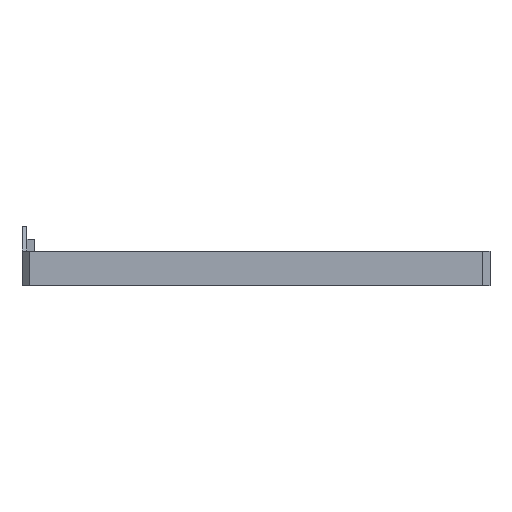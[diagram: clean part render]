
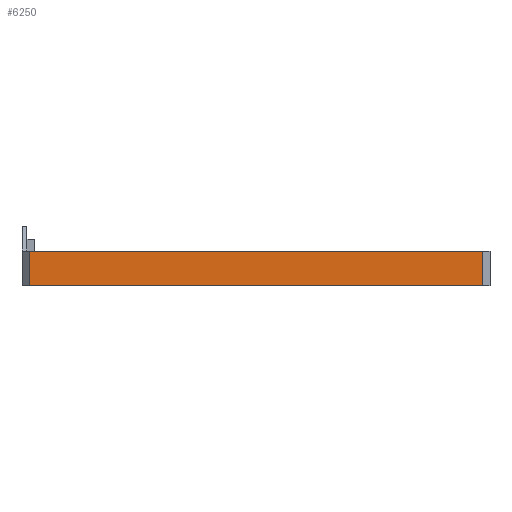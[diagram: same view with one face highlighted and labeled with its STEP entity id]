
A CAD part, left-side view. The second image highlights one B-rep face of the part: STEP entity #6250.
In plain terms, the highlighted planar face has unit normal (-1, 0, 0).
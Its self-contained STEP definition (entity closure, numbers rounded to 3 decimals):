
#322=PLANE('',#6724);
#706=FACE_OUTER_BOUND('',#1065,.T.);
#1065=EDGE_LOOP('',(#5803,#5804,#5805,#5806));
#1718=LINE('',#9942,#2433);
#1809=LINE('',#10189,#2524);
#1810=LINE('',#10192,#2525);
#1811=LINE('',#10193,#2526);
#2433=VECTOR('',#8145,10.);
#2524=VECTOR('',#8370,10.);
#2525=VECTOR('',#8373,10.);
#2526=VECTOR('',#8374,10.);
#3218=VERTEX_POINT('',#9939);
#3219=VERTEX_POINT('',#9941);
#3282=VERTEX_POINT('',#10187);
#3283=VERTEX_POINT('',#10191);
#4051=EDGE_CURVE('',#3218,#3219,#1718,.T.);
#4164=EDGE_CURVE('',#3282,#3218,#1809,.T.);
#4165=EDGE_CURVE('',#3283,#3282,#1810,.T.);
#4166=EDGE_CURVE('',#3219,#3283,#1811,.T.);
#5803=ORIENTED_EDGE('',*,*,#4051,.F.);
#5804=ORIENTED_EDGE('',*,*,#4164,.F.);
#5805=ORIENTED_EDGE('',*,*,#4165,.F.);
#5806=ORIENTED_EDGE('',*,*,#4166,.F.);
#6250=ADVANCED_FACE('',(#706),#322,.T.);
#6724=AXIS2_PLACEMENT_3D('',#10190,#8371,#8372);
#8145=DIRECTION('',(0.,-1.,0.));
#8370=DIRECTION('',(0.,0.,1.));
#8371=DIRECTION('center_axis',(-1.,0.,0.));
#8372=DIRECTION('ref_axis',(0.,-1.,0.));
#8373=DIRECTION('',(0.,1.,0.));
#8374=DIRECTION('',(0.,0.,-1.));
#9939=CARTESIAN_POINT('',(-8.,183.,3.));
#9941=CARTESIAN_POINT('',(-8.,0.5,3.));
#9942=CARTESIAN_POINT('',(-8.,138.875,3.));
#10187=CARTESIAN_POINT('',(-8.,183.,-11.));
#10189=CARTESIAN_POINT('',(-8.,183.,0.));
#10190=CARTESIAN_POINT('Origin',(-8.,186.,0.));
#10191=CARTESIAN_POINT('',(-8.,0.5,-11.));
#10192=CARTESIAN_POINT('',(-8.,-2.5,-11.));
#10193=CARTESIAN_POINT('',(-8.,0.5,0.));
